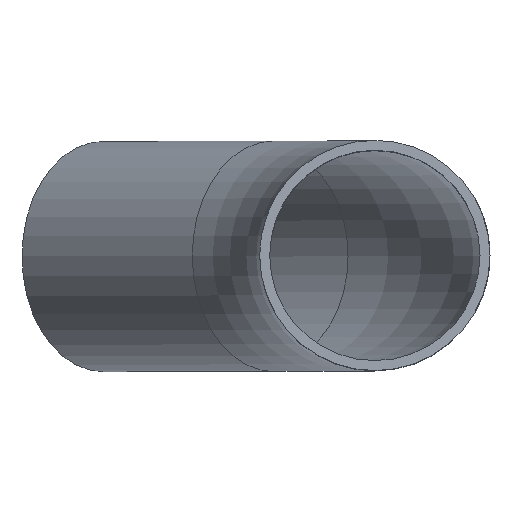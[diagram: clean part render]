
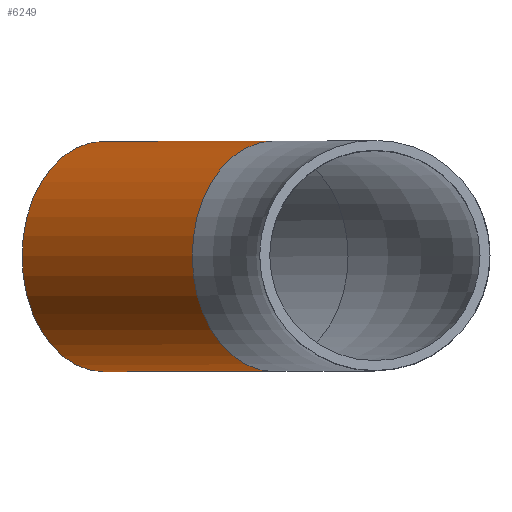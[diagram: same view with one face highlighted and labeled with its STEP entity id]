
A CAD part, top view. The second image highlights one B-rep face of the part: STEP entity #6249.
In plain terms, the highlighted cylindrical face has radius 19.05 mm (diameter 38.1 mm), a full revolution.
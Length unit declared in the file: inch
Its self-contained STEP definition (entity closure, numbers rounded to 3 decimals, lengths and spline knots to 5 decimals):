
#73=FACE_BOUND('',#1105,.T.);
#726=FACE_OUTER_BOUND('',#1104,.T.);
#1104=EDGE_LOOP('',(#5843));
#1105=EDGE_LOOP('',(#5844));
#1242=CIRCLE('',#6574,0.75);
#1243=CIRCLE('',#6575,0.75);
#3062=VERTEX_POINT('',#14155);
#3063=VERTEX_POINT('',#14157);
#3991=EDGE_CURVE('',#3062,#3062,#1242,.T.);
#3992=EDGE_CURVE('',#3063,#3063,#1243,.T.);
#5843=ORIENTED_EDGE('',*,*,#3991,.T.);
#5844=ORIENTED_EDGE('',*,*,#3992,.F.);
#5884=CYLINDRICAL_SURFACE('',#6573,0.75);
#6249=ADVANCED_FACE('',(#726,#73),#5884,.T.);
#6573=AXIS2_PLACEMENT_3D('',#14154,#7638,#7639);
#6574=AXIS2_PLACEMENT_3D('',#14156,#7640,#7641);
#6575=AXIS2_PLACEMENT_3D('',#14158,#7642,#7643);
#7638=DIRECTION('center_axis',(-0.707,0.,-0.707));
#7639=DIRECTION('ref_axis',(0.707,0.,-0.707));
#7640=DIRECTION('center_axis',(0.707,0.,0.707));
#7641=DIRECTION('ref_axis',(0.707,0.,-0.707));
#7642=DIRECTION('center_axis',(0.707,0.,0.707));
#7643=DIRECTION('ref_axis',(-0.707,0.,0.707));
#14154=CARTESIAN_POINT('Origin',(-0.65901,0.,-1.59099));
#14155=CARTESIAN_POINT('',(-2.29809,0.,-2.16941));
#14156=CARTESIAN_POINT('Origin',(-1.76776,0.,-2.69974));
#14157=CARTESIAN_POINT('',(-0.65901,-0.75,-1.59099));
#14158=CARTESIAN_POINT('Origin',(-0.65901,0.,-1.59099));
